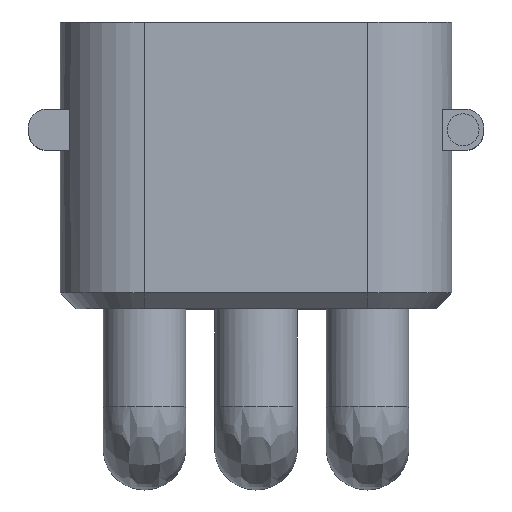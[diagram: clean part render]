
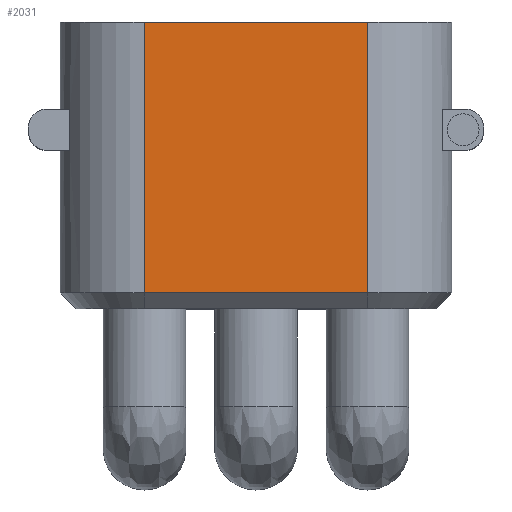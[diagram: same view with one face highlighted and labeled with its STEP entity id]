
A CAD part, top view. The second image highlights one B-rep face of the part: STEP entity #2031.
In plain terms, the highlighted planar face has unit normal (0, 0, 1).
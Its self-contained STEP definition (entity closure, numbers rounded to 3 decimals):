
#77=PLANE('',#2191);
#182=FACE_OUTER_BOUND('',#305,.T.);
#305=EDGE_LOOP('',(#1502,#1503,#1504,#1505));
#409=LINE('',#3008,#588);
#457=LINE('',#3136,#636);
#459=LINE('',#3140,#638);
#460=LINE('',#3141,#639);
#588=VECTOR('',#2388,10.);
#636=VECTOR('',#2514,10.);
#638=VECTOR('',#2518,10.);
#639=VECTOR('',#2519,10.);
#874=VERTEX_POINT('',#3005);
#875=VERTEX_POINT('',#3007);
#913=VERTEX_POINT('',#3121);
#917=VERTEX_POINT('',#3139);
#1074=EDGE_CURVE('',#874,#875,#409,.T.);
#1138=EDGE_CURVE('',#913,#874,#457,.T.);
#1140=EDGE_CURVE('',#913,#917,#459,.T.);
#1141=EDGE_CURVE('',#875,#917,#460,.T.);
#1502=ORIENTED_EDGE('',*,*,#1138,.F.);
#1503=ORIENTED_EDGE('',*,*,#1140,.T.);
#1504=ORIENTED_EDGE('',*,*,#1141,.F.);
#1505=ORIENTED_EDGE('',*,*,#1074,.F.);
#2031=ADVANCED_FACE('',(#182),#77,.T.);
#2191=AXIS2_PLACEMENT_3D('',#3138,#2516,#2517);
#2388=DIRECTION('',(0.,1.,0.));
#2514=DIRECTION('',(-1.,0.,0.));
#2516=DIRECTION('center_axis',(0.,0.,1.));
#2517=DIRECTION('ref_axis',(1.,0.,0.));
#2518=DIRECTION('',(0.,1.,0.));
#2519=DIRECTION('',(1.,0.,0.));
#3005=CARTESIAN_POINT('',(0.,0.5,2.65));
#3007=CARTESIAN_POINT('',(0.,9.,2.65));
#3008=CARTESIAN_POINT('',(0.,0.,2.65));
#3121=CARTESIAN_POINT('',(7.,0.5,2.65));
#3136=CARTESIAN_POINT('',(1.75,0.5,2.65));
#3138=CARTESIAN_POINT('Origin',(0.,0.,2.65));
#3139=CARTESIAN_POINT('',(7.,9.,2.65));
#3140=CARTESIAN_POINT('',(7.,0.,2.65));
#3141=CARTESIAN_POINT('',(0.,9.,2.65));
